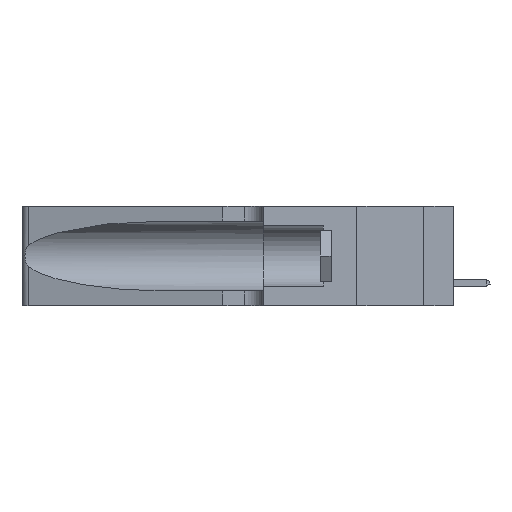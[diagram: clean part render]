
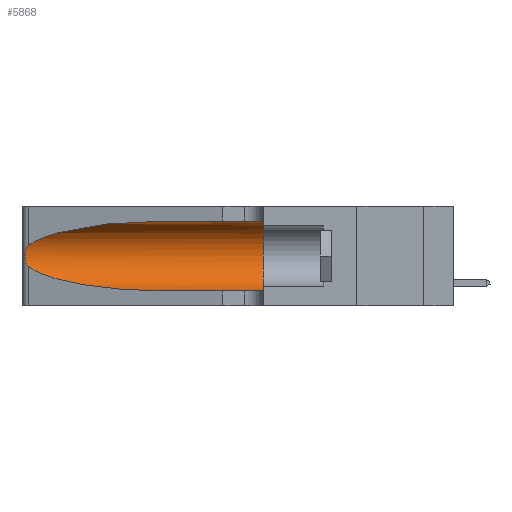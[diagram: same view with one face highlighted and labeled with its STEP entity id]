
A CAD part, left-side view. The second image highlights one B-rep face of the part: STEP entity #5868.
In plain terms, the highlighted cylindrical face has radius 3.308 mm (diameter 6.617 mm), a partial arc.
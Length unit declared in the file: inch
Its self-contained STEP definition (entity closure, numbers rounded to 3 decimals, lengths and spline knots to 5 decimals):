
#593 = VERTEX_POINT ( 'NONE', #20273 ) ;
#797 = FACE_OUTER_BOUND ( 'NONE', #6065, .T. ) ;
#1550 = DIRECTION ( 'NONE',  ( 0., 0., 1. ) ) ;
#2075 = CARTESIAN_POINT ( 'NONE',  ( 0.25639, 1.23184, 0.21858 ) ) ;
#2169 = CARTESIAN_POINT ( 'NONE',  ( 0.26018, 1.23835, 0.19895 ) ) ;
#2271 = CARTESIAN_POINT ( 'NONE',  ( 0.26075, 1.23896, 0.178 ) ) ;
#2866 = CARTESIAN_POINT ( 'NONE',  ( 0.1305, 0.35, 0.31525 ) ) ;
#3198 = VERTEX_POINT ( 'NONE', #8446 ) ;
#3213 = EDGE_CURVE ( 'NONE', #25006, #27219, #21868, .T. ) ;
#4066 = ORIENTED_EDGE ( 'NONE', *, *, #17882, .T. ) ;
#4266 = CARTESIAN_POINT ( 'NONE',  ( 0.25854, 1.2359, 0.20912 ) ) ;
#4365 = CARTESIAN_POINT ( 'NONE',  ( 0.25639, 1.23186, 0.15144 ) ) ;
#5668 = EDGE_CURVE ( 'NONE', #593, #3198, #18582, .T. ) ;
#5851 = CARTESIAN_POINT ( 'NONE',  ( 0.1305, 0.35, 0.185 ) ) ;
#5868 = ADVANCED_FACE ( 'NONE', ( #797 ), #24073, .F. ) ;
#6065 = EDGE_LOOP ( 'NONE', ( #12158, #23438, #4066, #19549, #7840, #23261 ) ) ;
#6556 = CARTESIAN_POINT ( 'NONE',  ( 0.25555, 1.22993, 0.14849 ) ) ;
#6939 = VERTEX_POINT ( 'NONE', #23889 ) ;
#7840 = ORIENTED_EDGE ( 'NONE', *, *, #22407, .F. ) ;
#8300 = CARTESIAN_POINT ( 'NONE',  ( 0.1305, 1.61858, 0.05475 ) ) ;
#8446 = CARTESIAN_POINT ( 'NONE',  ( 0.1305, 0.35, 0.05475 ) ) ;
#8929 = CARTESIAN_POINT ( 'NONE',  ( 0.25789, 1.23486, 0.15765 ) ) ;
#9747 = VERTEX_POINT ( 'NONE', #25466 ) ;
#10862 = CARTESIAN_POINT ( 'NONE',  ( 0.25856, 1.23593, 0.16098 ) ) ;
#12158 = ORIENTED_EDGE ( 'NONE', *, *, #15832, .T. ) ;
#12302 = CARTESIAN_POINT ( 'NONE',  ( 0.2373, 1.15595, 0.08982 ) ) ;
#12613 = AXIS2_PLACEMENT_3D ( 'NONE', #5851, #19028, #1550 ) ;
#12626 = VECTOR ( 'NONE', #20887, 39.37008 ) ;
#12700 = CARTESIAN_POINT ( 'NONE',  ( 0.18966, 0.96281, 0.05475 ) ) ;
#13061 = CARTESIAN_POINT ( 'NONE',  ( 0.26075, 1.23896, 0.19203 ) ) ;
#14472 = DIRECTION ( 'NONE',  ( 0., -1., 0. ) ) ;
#15154 = CARTESIAN_POINT ( 'NONE',  ( 0.25555, 1.22994, 0.2215 ) ) ;
#15832 = EDGE_CURVE ( 'NONE', #25006, #6939, #25334, .T. ) ;
#17024 = CARTESIAN_POINT ( 'NONE',  ( 0.2373, 1.15595, 0.28018 ) ) ;
#17103 = CARTESIAN_POINT ( 'NONE',  ( 0.25487, 1.22718, 0.14631 ) ) ;
#17380 = CARTESIAN_POINT ( 'NONE',  ( 0.25787, 1.23484, 0.2124 ) ) ;
#17882 = EDGE_CURVE ( 'NONE', #9747, #593, #27988, .T. ) ;
#17989 = EDGE_CURVE ( 'NONE', #6939, #9747, #19887, .T. ) ;
#18582 = LINE ( 'NONE', #8300, #23419 ) ;
#19028 = DIRECTION ( 'NONE',  ( 0., 1., 0. ) ) ;
#19177 = CARTESIAN_POINT ( 'NONE',  ( 0.1305, 0.72297, 0.05475 ) ) ;
#19549 = ORIENTED_EDGE ( 'NONE', *, *, #5668, .T. ) ;
#19615 = DIRECTION ( 'NONE',  ( 0., -1., 0. ) ) ;
#19887 = B_SPLINE_CURVE_WITH_KNOTS ( 'NONE', 3,
 ( #26094, #15154, #2075, #17380, #4266, #2169, #13061, #2271, #23986, #10862, #8929, #4365, #6556, #21861 ),
 .UNSPECIFIED., .F., .F.,
 ( 4, 2, 2, 2, 2, 2, 4 ),
 ( 0., 0.00027, 0.00053, 0.00107, 0.0016, 0.00187, 0.00214 ),
 .UNSPECIFIED. ) ;
#20273 = CARTESIAN_POINT ( 'NONE',  ( 0.1305, 0.72297, 0.05475 ) ) ;
#20887 = DIRECTION ( 'NONE',  ( 0., -1., 0. ) ) ;
#20907 = CARTESIAN_POINT ( 'NONE',  ( 0.1305, 0.72297, 0.31525 ) ) ;
#21861 = CARTESIAN_POINT ( 'NONE',  ( 0.25487, 1.22718, 0.14631 ) ) ;
#21868 = LINE ( 'NONE', #22935, #12626 ) ;
#22407 = EDGE_CURVE ( 'NONE', #27219, #3198, #27461, .T. ) ;
#22664 = AXIS2_PLACEMENT_3D ( 'NONE', #27526, #14472, #25506 ) ;
#22935 = CARTESIAN_POINT ( 'NONE',  ( 0.1305, 1.61858, 0.31525 ) ) ;
#23261 = ORIENTED_EDGE ( 'NONE', *, *, #3213, .F. ) ;
#23419 = VECTOR ( 'NONE', #19615, 39.37008 ) ;
#23430 = CARTESIAN_POINT ( 'NONE',  ( 0.18966, 0.96281, 0.31525 ) ) ;
#23438 = ORIENTED_EDGE ( 'NONE', *, *, #17989, .T. ) ;
#23889 = CARTESIAN_POINT ( 'NONE',  ( 0.25487, 1.22718, 0.22369 ) ) ;
#23986 = CARTESIAN_POINT ( 'NONE',  ( 0.26017, 1.23833, 0.17102 ) ) ;
#24073 = CYLINDRICAL_SURFACE ( 'NONE', #22664, 0.13025 ) ;
#25006 = VERTEX_POINT ( 'NONE', #27291 ) ;
#25334 =( BOUNDED_CURVE ( )  B_SPLINE_CURVE ( 3, ( #20907, #23430, #17024, #27935 ),
 .UNSPECIFIED., .F., .F. ) 
 B_SPLINE_CURVE_WITH_KNOTS ( ( 4, 4 ),
 ( 1.5708, 2.84003 ),
 .UNSPECIFIED. ) 
 CURVE ( )  GEOMETRIC_REPRESENTATION_ITEM ( )  RATIONAL_B_SPLINE_CURVE ( ( 1., 0.87, 0.87, 1. ) ) 
 REPRESENTATION_ITEM ( '' )  );
#25466 = CARTESIAN_POINT ( 'NONE',  ( 0.25487, 1.22718, 0.14631 ) ) ;
#25506 = DIRECTION ( 'NONE',  ( 0., 0., -1. ) ) ;
#26094 = CARTESIAN_POINT ( 'NONE',  ( 0.25487, 1.22718, 0.22369 ) ) ;
#27219 = VERTEX_POINT ( 'NONE', #2866 ) ;
#27291 = CARTESIAN_POINT ( 'NONE',  ( 0.1305, 0.72297, 0.31525 ) ) ;
#27461 = CIRCLE ( 'NONE', #12613, 0.13025 ) ;
#27526 = CARTESIAN_POINT ( 'NONE',  ( 0.1305, 1.61858, 0.185 ) ) ;
#27935 = CARTESIAN_POINT ( 'NONE',  ( 0.25487, 1.22718, 0.22369 ) ) ;
#27988 =( BOUNDED_CURVE ( )  B_SPLINE_CURVE ( 3, ( #17103, #12302, #12700, #19177 ),
 .UNSPECIFIED., .F., .F. ) 
 B_SPLINE_CURVE_WITH_KNOTS ( ( 4, 4 ),
 ( 3.44316, 4.71239 ),
 .UNSPECIFIED. ) 
 CURVE ( )  GEOMETRIC_REPRESENTATION_ITEM ( )  RATIONAL_B_SPLINE_CURVE ( ( 1., 0.87, 0.87, 1. ) ) 
 REPRESENTATION_ITEM ( '' )  );
